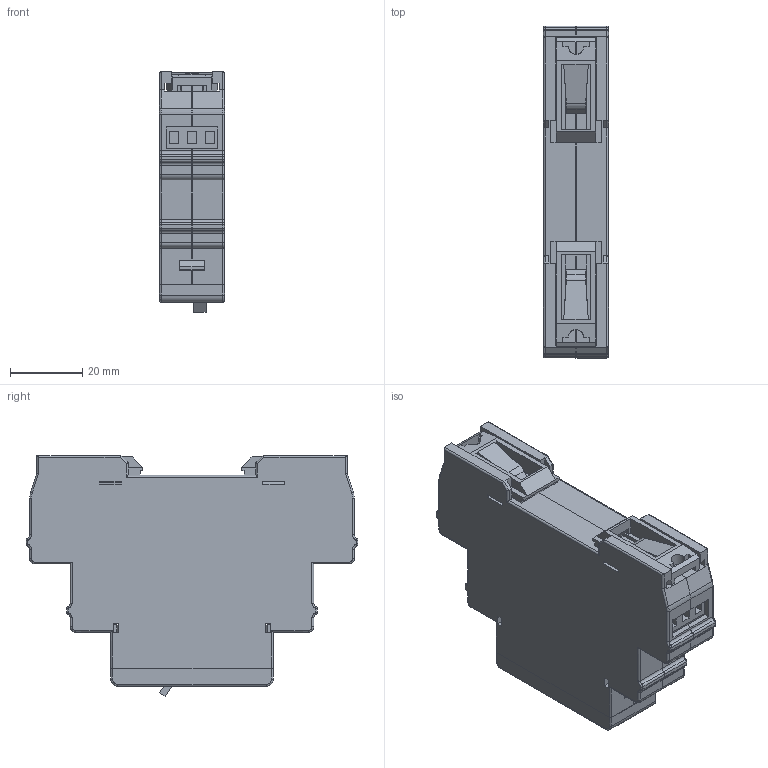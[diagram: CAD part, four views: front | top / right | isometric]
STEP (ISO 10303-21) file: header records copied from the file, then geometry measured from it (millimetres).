
FILE_DESCRIPTION (( 'STEP AP214' ), '1' );
FILE_NAME ('CDGK-18.STEP', '2025-03-13T08:02:52', ( '' ), ( 'Microsoft' ), 'SwSTEP 2.0', 'SolidWorks 2014', '' );
FILE_SCHEMA (( 'AUTOMOTIVE_DESIGN' ));
Length unit declared in the file: millimetre
Products named in the file (11): 6一个旋钮  第4个孔加方孔; 盄繚蚾饜极1_2; 樟萇ん_2; 諉盄傷赽_2; 盄繚啣2_2; 盄繚啣3_2; 盄繚啣1_2; 唅聽; 絳寢諶_1; 耜啣2_2; CDGK-18
Assembly tree (15 placements, depth 3):
  CDGK-18
    耜啣2_2  x2
    絳寢諶_1  x2
    唅聽
    盄繚蚾饜极1_2
      盄繚啣1_2
      盄繚啣3_2
      盄繚啣2_2
      諉盄傷赽_2  x4
      樟萇ん_2
    6一个旋钮  第4个孔加方孔
Bounding box: 18 x 91.9 x 66.71 mm (x, y, z)
Volume: 41128.9 mm3; surface area: 51496.2 mm2
Topology: 14 solids, 14 shells, 1647 faces, 4489 edges, 2920 vertices
Faces by surface type: plane 1147, cylinder 224, bspline 198, torus 60, cone 18
Entity records: 52141 total; most frequent: CARTESIAN_POINT 16274, ORIENTED_EDGE 6246, DIRECTION 4941, EDGE_CURVE 3123, LINE 2413, VECTOR 2413, VERTEX_POINT 2041, AXIS2_PLACEMENT_3D 1264
